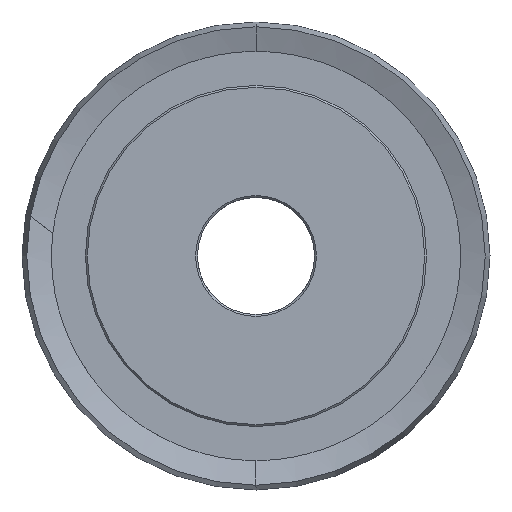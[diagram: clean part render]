
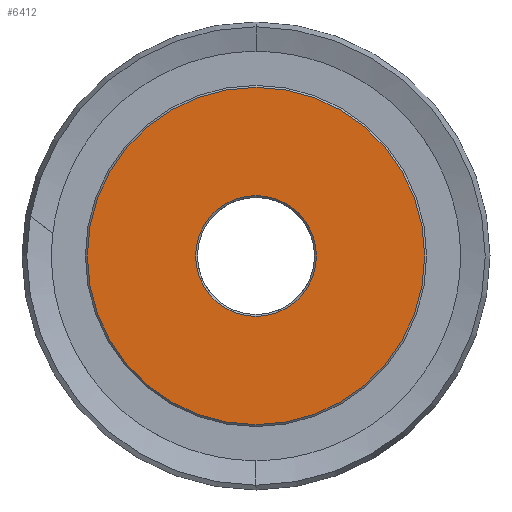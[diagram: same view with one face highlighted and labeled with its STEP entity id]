
A CAD part, left-side view. The second image highlights one B-rep face of the part: STEP entity #6412.
In plain terms, the highlighted planar face has unit normal (-1, 0, 0).
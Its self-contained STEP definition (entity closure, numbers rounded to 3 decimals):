
#263 = EDGE_CURVE ( 'NONE', #7288, #3456, #4787, .T. ) ;
#565 = CARTESIAN_POINT ( 'NONE',  ( 0., 0., -6.2 ) ) ;
#620 = DIRECTION ( 'NONE',  ( 0., 0., 1. ) ) ;
#648 = AXIS2_PLACEMENT_3D ( 'NONE', #2595, #1729, #868 ) ;
#779 = CARTESIAN_POINT ( 'NONE',  ( 0., 0., 0. ) ) ;
#787 = EDGE_CURVE ( 'NONE', #3456, #7288, #3401, .T. ) ;
#868 = DIRECTION ( 'NONE',  ( 0., 0., 1. ) ) ;
#1492 = DIRECTION ( 'NONE',  ( 1., 0., 0. ) ) ;
#1609 = DIRECTION ( 'NONE',  ( 0., 0., 1. ) ) ;
#1615 = CIRCLE ( 'NONE', #5394, 6.2 ) ;
#1729 = DIRECTION ( 'NONE',  ( -1., 0., 0. ) ) ;
#1737 = ORIENTED_EDGE ( 'NONE', *, *, #5908, .T. ) ;
#1794 = DIRECTION ( 'NONE',  ( 0., 0., 1. ) ) ;
#1856 = CARTESIAN_POINT ( 'NONE',  ( 0., 0., 17.3 ) ) ;
#2018 = ORIENTED_EDGE ( 'NONE', *, *, #787, .T. ) ;
#2319 = AXIS2_PLACEMENT_3D ( 'NONE', #2346, #1492, #620 ) ;
#2346 = CARTESIAN_POINT ( 'NONE',  ( 0., 0., 0. ) ) ;
#2471 = DIRECTION ( 'NONE',  ( 1., 0., 0. ) ) ;
#2504 = ORIENTED_EDGE ( 'NONE', *, *, #5352, .T. ) ;
#2595 = CARTESIAN_POINT ( 'NONE',  ( 0., 0., 0. ) ) ;
#2672 = DIRECTION ( 'NONE',  ( -1., 0., 0. ) ) ;
#3401 = CIRCLE ( 'NONE', #4991, 17.3 ) ;
#3456 = VERTEX_POINT ( 'NONE', #3464 ) ;
#3464 = CARTESIAN_POINT ( 'NONE',  ( 0., 0., -17.3 ) ) ;
#3470 = PLANE ( 'NONE',  #648 ) ;
#3534 = CARTESIAN_POINT ( 'NONE',  ( 0., 0., 0. ) ) ;
#4787 = CIRCLE ( 'NONE', #6573, 17.3 ) ;
#4914 = EDGE_LOOP ( 'NONE', ( #1737, #2504 ) ) ;
#4991 = AXIS2_PLACEMENT_3D ( 'NONE', #779, #8231, #7392 ) ;
#5352 = EDGE_CURVE ( 'NONE', #6265, #5589, #1615, .T. ) ;
#5394 = AXIS2_PLACEMENT_3D ( 'NONE', #5886, #2471, #1609 ) ;
#5586 = CARTESIAN_POINT ( 'NONE',  ( 0., 0., 6.2 ) ) ;
#5589 = VERTEX_POINT ( 'NONE', #5586 ) ;
#5886 = CARTESIAN_POINT ( 'NONE',  ( 0., 0., 0. ) ) ;
#5897 = ORIENTED_EDGE ( 'NONE', *, *, #263, .T. ) ;
#5908 = EDGE_CURVE ( 'NONE', #5589, #6265, #6286, .T. ) ;
#6265 = VERTEX_POINT ( 'NONE', #565 ) ;
#6286 = CIRCLE ( 'NONE', #2319, 6.2 ) ;
#6412 = ADVANCED_FACE ( 'NONE', ( #7901, #7469 ), #3470, .T. ) ;
#6573 = AXIS2_PLACEMENT_3D ( 'NONE', #3534, #2672, #1794 ) ;
#6752 = EDGE_LOOP ( 'NONE', ( #2018, #5897 ) ) ;
#7288 = VERTEX_POINT ( 'NONE', #1856 ) ;
#7392 = DIRECTION ( 'NONE',  ( 0., 0., 1. ) ) ;
#7469 = FACE_OUTER_BOUND ( 'NONE', #6752, .T. ) ;
#7901 = FACE_BOUND ( 'NONE', #4914, .T. ) ;
#8231 = DIRECTION ( 'NONE',  ( -1., 0., 0. ) ) ;
